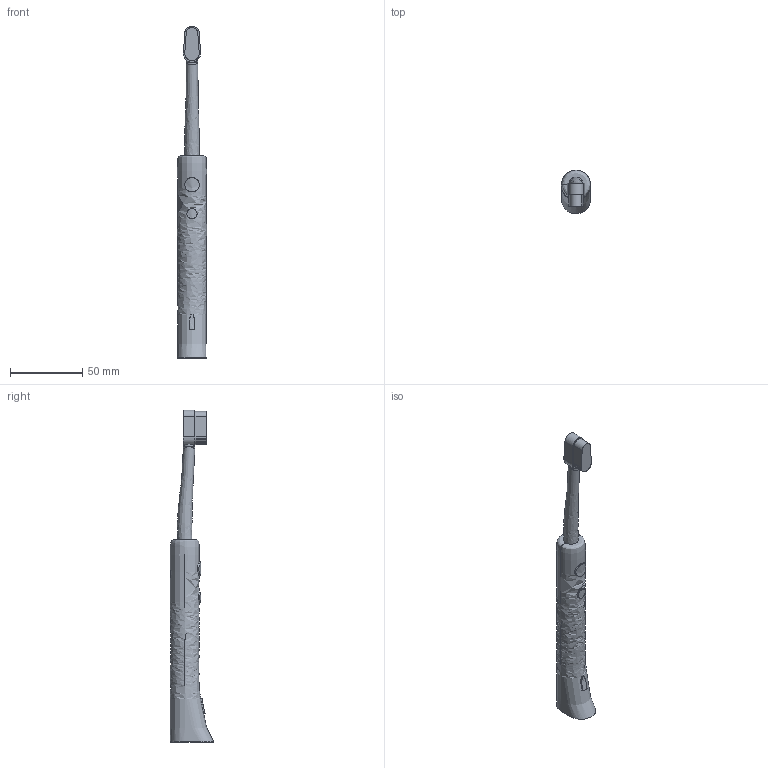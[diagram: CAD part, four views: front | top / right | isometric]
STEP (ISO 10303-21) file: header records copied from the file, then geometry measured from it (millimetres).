
FILE_DESCRIPTION ((), '1');
FILE_NAME ('g20260', '2013-08-22T10:51:53', ('Unknown'), ('Unknown'), 'HarmonyWare STEP v1.9.8', 'HarmonyWare Translators', '');
FILE_SCHEMA (('CONFIG_CONTROL_DESIGN'));
Length unit declared in the file: millimetre
Products named in the file (14): NONE
Assembly tree (13 placements, depth 2):
  NONE
    NONE
    NONE
    NONE
    NONE
    NONE
    NONE
    NONE
    NONE
    NONE
    NONE
    NONE
    NONE
    NONE
Bounding box: 20.22 x 30.1 x 230 mm (x, y, z)
Volume: 3781.1 mm3; surface area: 14025.9 mm2
Topology: 7 solids, 7 shells, 44 faces, 94 edges, 68 vertices
Faces by surface type: bspline 44
Entity records: 6108 total; most frequent: CARTESIAN_POINT 3698, ORIENTED_EDGE 168, PERSON 138, ORGANIZATION 138, PERSON_AND_ORGANIZATION 138, CALENDAR_DATE 96, COORDINATED_UNIVERSAL_TIME_OFFSET 96, LOCAL_TIME 96
